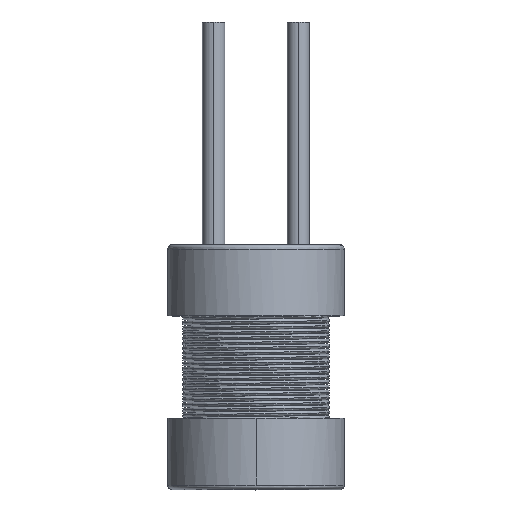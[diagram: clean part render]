
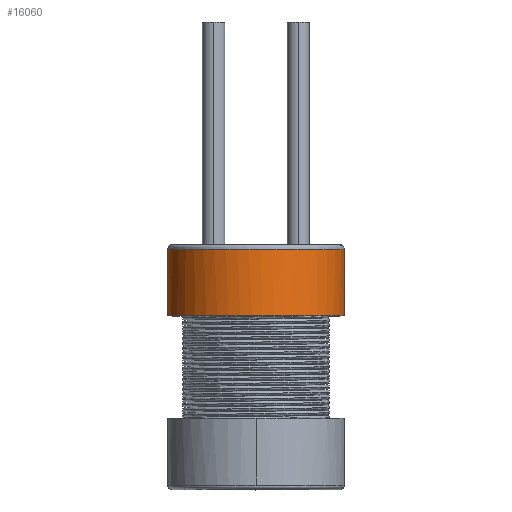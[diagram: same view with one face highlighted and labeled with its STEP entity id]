
A CAD part, top view. The second image highlights one B-rep face of the part: STEP entity #16060.
In plain terms, the highlighted free-form (B-spline) face has degree [2, 1] with [5, 2] control points.
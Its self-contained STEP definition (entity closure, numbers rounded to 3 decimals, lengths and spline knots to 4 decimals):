
#15907 = VERTEX_POINT('',#15908);
#15908 = CARTESIAN_POINT('',(1.8997,2.2092,0.2856
    ));
#15914 = EDGE_CURVE('',#15915,#15907,#15917,.T.);
#15915 = VERTEX_POINT('',#15916);
#15916 = CARTESIAN_POINT('',(-1.8997,2.2092,
    0.2856));
#15917 = ( BOUNDED_CURVE() B_SPLINE_CURVE(2,(#15918,#15919,#15920,#15921
,#15922),.UNSPECIFIED.,.F.,.F.) B_SPLINE_CURVE_WITH_KNOTS((3,2,3),(
    4.8616,6.2832,7.7048),
.PIECEWISE_BEZIER_KNOTS.) CURVE() GEOMETRIC_REPRESENTATION_ITEM() 
RATIONAL_B_SPLINE_CURVE((1.,0.758,1.,0.758,1.)) 
REPRESENTATION_ITEM('') );
#15918 = CARTESIAN_POINT('',(-1.8997,2.2092,
    0.2856));
#15919 = CARTESIAN_POINT('',(-1.6539,2.2092,
    1.9211));
#15920 = CARTESIAN_POINT('',(0.,2.2092,
    1.9211));
#15921 = CARTESIAN_POINT('',(1.6539,2.2092,1.9211
    ));
#15922 = CARTESIAN_POINT('',(1.8997,2.2092,0.2856
    ));
#16033 = EDGE_CURVE('',#16034,#15915,#16036,.T.);
#16034 = VERTEX_POINT('',#16035);
#16035 = CARTESIAN_POINT('',(-1.8997,3.6501,
    0.2856));
#16036 = B_SPLINE_CURVE_WITH_KNOTS('',1,(#16037,#16038),.UNSPECIFIED.,
  .F.,.F.,(2,2),(0.1,1.6),.PIECEWISE_BEZIER_KNOTS.);
#16037 = CARTESIAN_POINT('',(-1.8997,3.6501,
    0.2856));
#16038 = CARTESIAN_POINT('',(-1.8997,2.2092,
    0.2856));
#16060 = ADVANCED_FACE('',(#16061),#16080,.T.);
#16061 = FACE_BOUND('',#16062,.T.);
#16062 = EDGE_LOOP('',(#16063,#16070,#16078,#16079));
#16063 = ORIENTED_EDGE('',*,*,#16064,.F.);
#16064 = EDGE_CURVE('',#16065,#15907,#16067,.T.);
#16065 = VERTEX_POINT('',#16066);
#16066 = CARTESIAN_POINT('',(1.8997,3.6501,
    0.2856));
#16067 = B_SPLINE_CURVE_WITH_KNOTS('',1,(#16068,#16069),.UNSPECIFIED.,
  .F.,.F.,(2,2),(0.1,1.6),.PIECEWISE_BEZIER_KNOTS.);
#16068 = CARTESIAN_POINT('',(1.8997,3.6501,
    0.2856));
#16069 = CARTESIAN_POINT('',(1.8997,2.2092,0.2856
    ));
#16070 = ORIENTED_EDGE('',*,*,#16071,.T.);
#16071 = EDGE_CURVE('',#16065,#16034,#16072,.T.);
#16072 = ( BOUNDED_CURVE() B_SPLINE_CURVE(2,(#16073,#16074,#16075,#16076
,#16077),.UNSPECIFIED.,.F.,.F.) B_SPLINE_CURVE_WITH_KNOTS((3,2,3),(
    1.72,3.1416,4.5632),
.PIECEWISE_BEZIER_KNOTS.) CURVE() GEOMETRIC_REPRESENTATION_ITEM() 
RATIONAL_B_SPLINE_CURVE((1.,0.758,1.,0.758,1.)) 
REPRESENTATION_ITEM('') );
#16073 = CARTESIAN_POINT('',(1.8997,3.6501,
    0.2856));
#16074 = CARTESIAN_POINT('',(1.6539,3.6501,
    1.9211));
#16075 = CARTESIAN_POINT('',(0.,3.6501,
    1.9211));
#16076 = CARTESIAN_POINT('',(-1.6539,3.6501,
    1.9211));
#16077 = CARTESIAN_POINT('',(-1.8997,3.6501,
    0.2856));
#16078 = ORIENTED_EDGE('',*,*,#16033,.T.);
#16079 = ORIENTED_EDGE('',*,*,#15914,.T.);
#16080 = ( BOUNDED_SURFACE() B_SPLINE_SURFACE(2,1,(
    (#16081,#16082)
    ,(#16083,#16084)
    ,(#16085,#16086)
    ,(#16087,#16088)
    ,(#16089,#16090
)),.UNSPECIFIED.,.F.,.F.,.F.) B_SPLINE_SURFACE_WITH_KNOTS((3,2,3),(2,2),
  (1.72,3.1416,4.5632),(0.1,1.6),
.PIECEWISE_BEZIER_KNOTS.) GEOMETRIC_REPRESENTATION_ITEM() 
RATIONAL_B_SPLINE_SURFACE((
    (1.,1.)
    ,(0.758,0.758)
    ,(1.,1.)
    ,(0.758,0.758)
,(1.,1.))) REPRESENTATION_ITEM('') SURFACE() );
#16081 = CARTESIAN_POINT('',(1.8997,3.6501,
    0.2856));
#16082 = CARTESIAN_POINT('',(1.8997,2.2092,0.2856
    ));
#16083 = CARTESIAN_POINT('',(1.6539,3.6501,
    1.9211));
#16084 = CARTESIAN_POINT('',(1.6539,2.2092,1.9211
    ));
#16085 = CARTESIAN_POINT('',(0.,3.6501,
    1.9211));
#16086 = CARTESIAN_POINT('',(0.,2.2092,
    1.9211));
#16087 = CARTESIAN_POINT('',(-1.6539,3.6501,
    1.9211));
#16088 = CARTESIAN_POINT('',(-1.6539,2.2092,
    1.9211));
#16089 = CARTESIAN_POINT('',(-1.8997,3.6501,
    0.2856));
#16090 = CARTESIAN_POINT('',(-1.8997,2.2092,
    0.2856));
